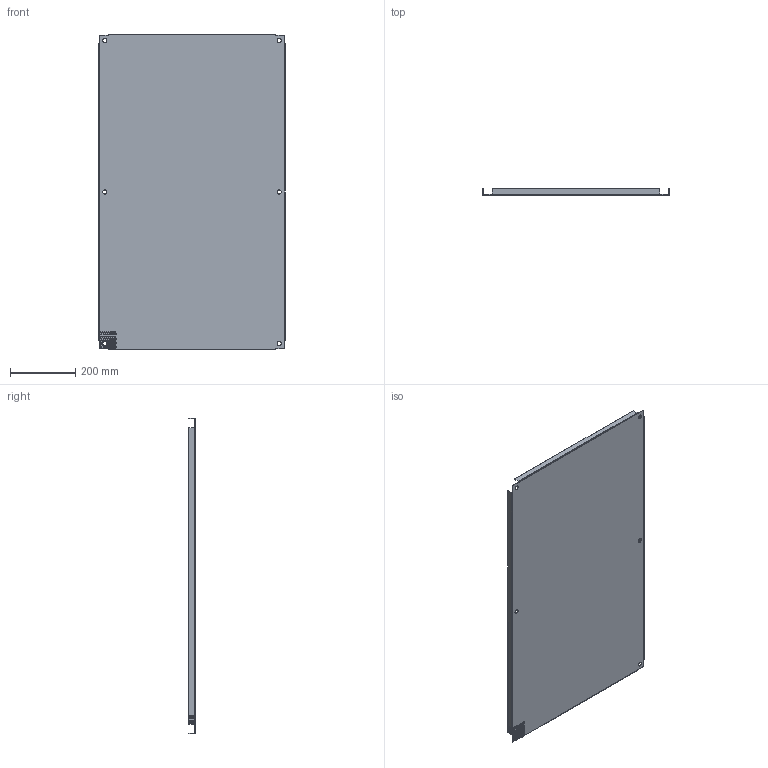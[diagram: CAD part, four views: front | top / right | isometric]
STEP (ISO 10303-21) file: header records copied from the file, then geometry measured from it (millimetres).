
FILE_DESCRIPTION (( 'STEP AP203' ), '1' );
FILE_NAME ('AP4224PP_Default.step', '2019-11-12T20:55:02', ( '' ), ( '' ), 'SwSTEP 2.0', 'SolidWorks 2019', '' );
FILE_SCHEMA (( 'CONFIG_CONTROL_DESIGN' ));
Length unit declared in the file: inch
Products named in the file (1): AP4224PP_Default
Bounding box: 571.5 x 19.05 x 965.2 mm (x, y, z)
Volume: 865392.3 mm3; surface area: 1201697.2 mm2
Topology: 1 solids, 1 shells, 253 faces, 765 edges, 500 vertices
Faces by surface type: cylinder 202, plane 43, bspline 8
Entity records: 10192 total; most frequent: CARTESIAN_POINT 2573, DIRECTION 1645, ORIENTED_EDGE 1530, EDGE_CURVE 765, AXIS2_PLACEMENT_3D 650, VERTEX_POINT 500, EDGE_LOOP 415, CIRCLE 404
